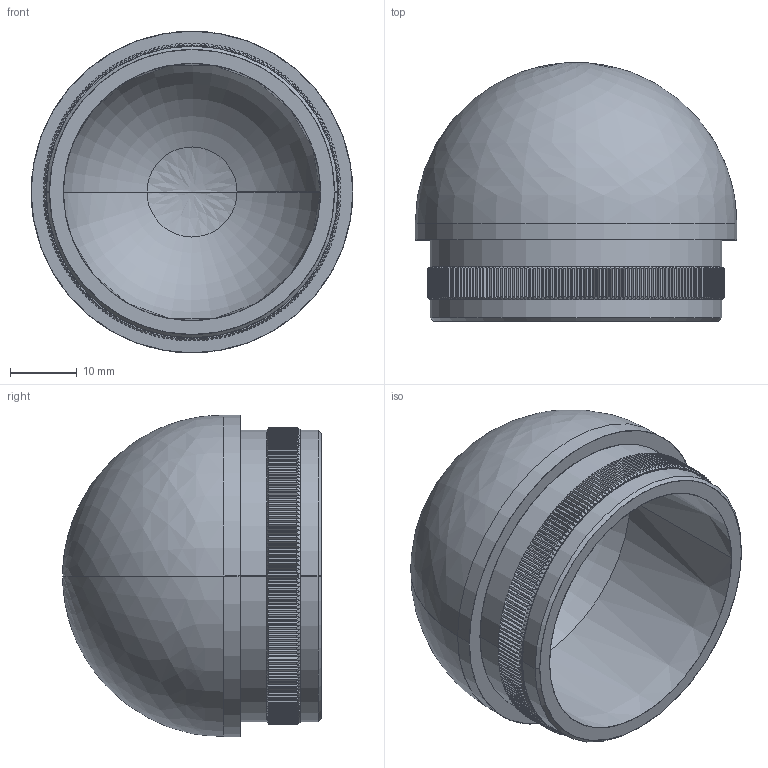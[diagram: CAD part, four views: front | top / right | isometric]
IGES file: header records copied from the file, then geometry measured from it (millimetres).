
Start section: SolidWorks IGES file using analytic representation for surfaces
Global section: file name: 50271-240G.igs; native system: SolidWorks 2015; preprocessor: SolidWorks 2015; author: Christian; date: 181025.133534; units: millimetre
Bounding box: 48.3 x 38.85 x 48.3 mm (x, y, z)
Surface area: 11894.2 mm2 (no closed solid volume)
Topology: 0 solids, 0 shells, 1087 faces, 8272 edges, 8271 vertices
Faces by surface type: bspline 623, revolution 464
